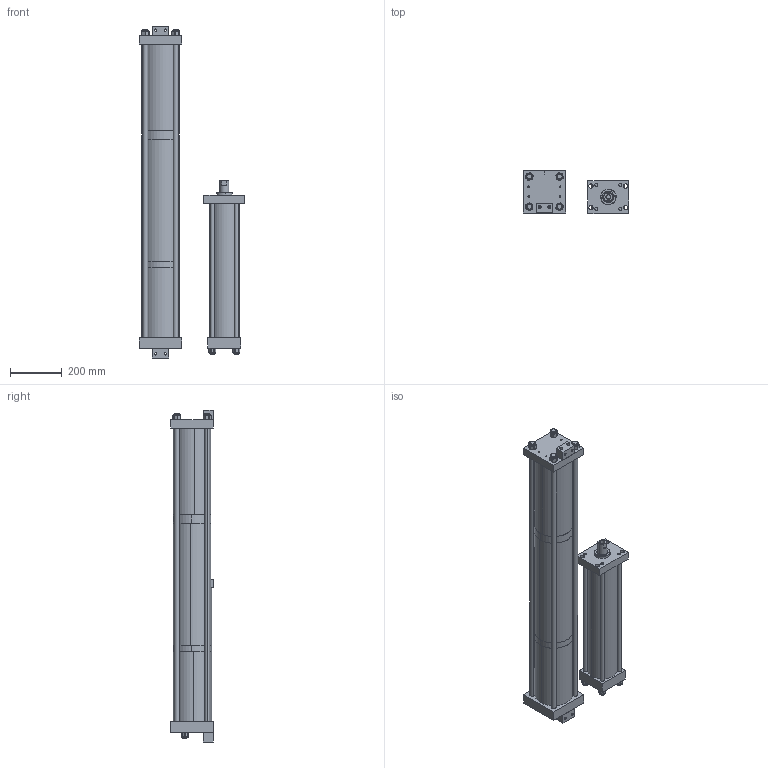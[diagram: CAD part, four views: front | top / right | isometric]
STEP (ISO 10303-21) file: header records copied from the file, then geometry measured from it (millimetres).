
FILE_DESCRIPTION (( 'STEP AP203' ), '1' );
FILE_NAME ('HPX-8-16.00-1.00-FH.STEP', '2018-05-24T15:40:39', ( '' ), ( '' ), 'SwSTEP 2.0', 'SolidWorks 2016', '' );
FILE_SCHEMA (( 'CONFIG_CONTROL_DESIGN' ));
Length unit declared in the file: inch
Products named in the file (18): E1011_HPX-8-16-1; E0859; E0401_Work Rod; E1013; E0804; F0403; E1063_4-6.00-2.50-FH-ISLC-EPLT-S10 (48 LG.); E1061_HPX-8-8-1; G1010; E1064; NLN .625; HPX-8-16.00-1.00-FH; NLN .75; ES1014_HPX-8-8-1; E10BRK; E0860_HPX-8-16-1; ES0805_HPX-8-16-1; F1062
Assembly tree (30 placements, depth 2):
  HPX-8-16.00-1.00-FH
    E0804
    F0403
    E0401_Work Rod
    E0859
    NLN .625  x4
    ES0805_HPX-8-16-1
    E0860_HPX-8-16-1  x4
    G1010
    E1013
    E1064
    NLN .75  x4
    F1062
    E10BRK  x2
    E1061_HPX-8-8-1
    ES1014_HPX-8-8-1
    E1011_HPX-8-16-1
    E1063_4-6.00-2.50-FH-ISLC-EPLT-S10 (48 LG.)  x4
Bounding box: 409.57 x 165.1 x 1287.55 mm (x, y, z)
Volume: 12050696.5 mm3; surface area: 2282058.4 mm2
Topology: 31 solids, 31 shells, 783 faces, 1833 edges, 1053 vertices
Faces by surface type: cylinder 398, plane 245, sphere 49, bspline 48, cone 43
Entity records: 16467 total; most frequent: CARTESIAN_POINT 3521, DIRECTION 2438, ORIENTED_EDGE 2030, EDGE_CURVE 1015, AXIS2_PLACEMENT_3D 1007, VERTEX_POINT 641, EDGE_LOOP 582, CIRCLE 533
